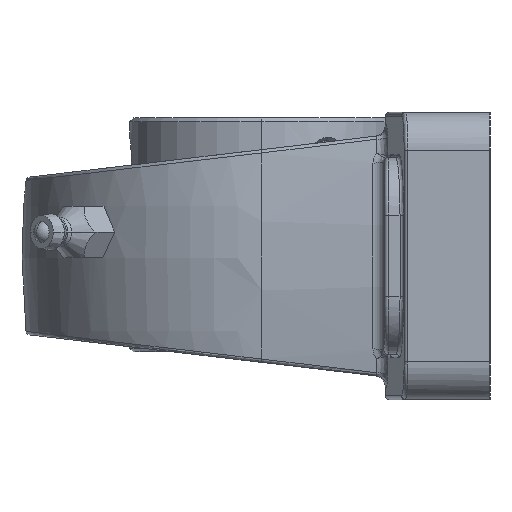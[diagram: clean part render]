
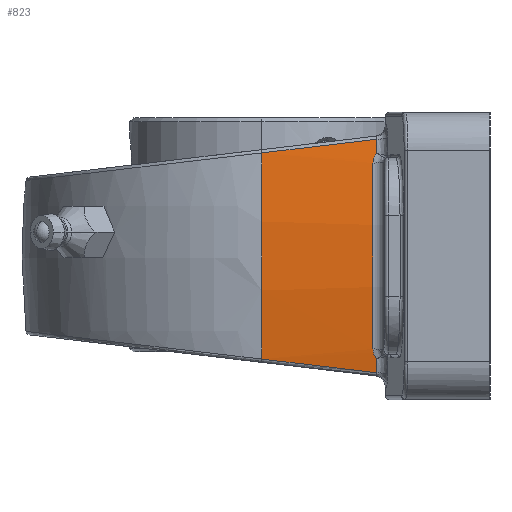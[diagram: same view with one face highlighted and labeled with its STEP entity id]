
A CAD part, left-side view. The second image highlights one B-rep face of the part: STEP entity #823.
In plain terms, the highlighted cylindrical face has radius 96.8 mm (diameter 193.6 mm), a partial arc.
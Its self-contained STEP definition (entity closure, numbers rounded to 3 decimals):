
#239 = VERTEX_POINT ( 'NONE', #1718 ) ;
#240 = VERTEX_POINT ( 'NONE', #1740 ) ;
#241 = EDGE_CURVE ( 'NONE', #239, #240, #1742, .T. ) ;
#245 = ORIENTED_EDGE ( 'NONE', *, *, #297, .T. ) ;
#246 = VERTEX_POINT ( 'NONE', #1783 ) ;
#248 = EDGE_CURVE ( 'NONE', #292, #239, #1717, .T. ) ;
#249 = ORIENTED_EDGE ( 'NONE', *, *, #248, .T. ) ;
#268 = VERTEX_POINT ( 'NONE', #1802 ) ;
#269 = EDGE_CURVE ( 'NONE', #283, #284, #1795, .T. ) ;
#273 = ORIENTED_EDGE ( 'NONE', *, *, #307, .T. ) ;
#279 = ORIENTED_EDGE ( 'NONE', *, *, #269, .T. ) ;
#280 = ORIENTED_EDGE ( 'NONE', *, *, #281, .T. ) ;
#281 = EDGE_CURVE ( 'NONE', #284, #292, #1556, .T. ) ;
#283 = VERTEX_POINT ( 'NONE', #1830 ) ;
#284 = VERTEX_POINT ( 'NONE', #1829 ) ;
#288 = EDGE_CURVE ( 'NONE', #291, #283, #1820, .T. ) ;
#291 = VERTEX_POINT ( 'NONE', #1858 ) ;
#292 = VERTEX_POINT ( 'NONE', #1857 ) ;
#293 = EDGE_CURVE ( 'NONE', #268, #291, #1823, .T. ) ;
#294 = ORIENTED_EDGE ( 'NONE', *, *, #293, .T. ) ;
#297 = EDGE_CURVE ( 'NONE', #246, #268, #1850, .T. ) ;
#307 = EDGE_CURVE ( 'NONE', #240, #246, #1870, .T. ) ;
#309 = ORIENTED_EDGE ( 'NONE', *, *, #241, .T. ) ;
#690 = EDGE_LOOP ( 'NONE', ( #13481, #279, #280, #249, #309, #273, #245, #294 ) ) ;
#823 = ADVANCED_FACE ( 'NONE', ( #3797 ), #3803, .T. ) ;
#1556 = B_SPLINE_CURVE_WITH_KNOTS ( 'NONE', 3,
 ( #1838, #1837, #1836, #1835, #1834, #1833 ),
 .UNSPECIFIED., .F., .F.,
 ( 4, 2, 4 ),
 ( 0., 0.001, 0.001 ),
 .UNSPECIFIED. ) ;
#1717 = CIRCLE ( 'NONE', #1784, 96.8 ) ;
#1718 = CARTESIAN_POINT ( 'NONE',  ( -31.014, 15.5, 12.309 ) ) ;
#1740 = CARTESIAN_POINT ( 'NONE',  ( -30.842, 15.026, 13.582 ) ) ;
#1742 = B_SPLINE_CURVE_WITH_KNOTS ( 'NONE', 3,
 ( #1780, #1779, #1778, #1777, #1776, #1775 ),
 .UNSPECIFIED., .F., .F.,
 ( 4, 2, 4 ),
 ( 0., 0.001, 0.001 ),
 .UNSPECIFIED. ) ;
#1771 = DIRECTION ( 'NONE',  ( 0., 0., 1. ) ) ;
#1772 = DIRECTION ( 'NONE',  ( 0., 1., 0. ) ) ;
#1773 = CARTESIAN_POINT ( 'NONE',  ( 65., 15.5, 0. ) ) ;
#1775 = CARTESIAN_POINT ( 'NONE',  ( -30.842, 15.026, 13.582 ) ) ;
#1776 = CARTESIAN_POINT ( 'NONE',  ( -30.868, 15.179, 13.405 ) ) ;
#1777 = CARTESIAN_POINT ( 'NONE',  ( -30.895, 15.296, 13.207 ) ) ;
#1778 = CARTESIAN_POINT ( 'NONE',  ( -30.954, 15.459, 12.77 ) ) ;
#1779 = CARTESIAN_POINT ( 'NONE',  ( -30.984, 15.5, 12.543 ) ) ;
#1780 = CARTESIAN_POINT ( 'NONE',  ( -31.014, 15.5, 12.309 ) ) ;
#1783 = CARTESIAN_POINT ( 'NONE',  ( -30.559, 15.046, 15.452 ) ) ;
#1784 = AXIS2_PLACEMENT_3D ( 'NONE', #1773, #1772, #1771 ) ;
#1791 = CARTESIAN_POINT ( 'NONE',  ( -30.842, 15.026, -13.582 ) ) ;
#1792 = CARTESIAN_POINT ( 'NONE',  ( -30.754, 15.033, -14.206 ) ) ;
#1793 = CARTESIAN_POINT ( 'NONE',  ( -30.659, 15.039, -14.83 ) ) ;
#1794 = CARTESIAN_POINT ( 'NONE',  ( -30.559, 15.046, -15.452 ) ) ;
#1795 =( BOUNDED_CURVE ( )  B_SPLINE_CURVE ( 3, ( #1794, #1793, #1792, #1791 ),
 .UNSPECIFIED., .F., .T. ) 
 B_SPLINE_CURVE_WITH_KNOTS ( ( 4, 4 ),
 ( 2.981, 3.001 ),
 .UNSPECIFIED. ) 
 CURVE ( )  GEOMETRIC_REPRESENTATION_ITEM ( )  RATIONAL_B_SPLINE_CURVE ( ( 1., 1., 1., 1. ) ) 
 REPRESENTATION_ITEM ( '' )  );
#1802 = CARTESIAN_POINT ( 'NONE',  ( -30.833, 30.2, 13.65 ) ) ;
#1815 = CARTESIAN_POINT ( 'NONE',  ( -30.559, 15.046, -15.452 ) ) ;
#1816 = CARTESIAN_POINT ( 'NONE',  ( -30.656, 20.09, -14.852 ) ) ;
#1817 = CARTESIAN_POINT ( 'NONE',  ( -30.747, 25.142, -14.251 ) ) ;
#1818 = CARTESIAN_POINT ( 'NONE',  ( -30.833, 30.2, -13.65 ) ) ;
#1819 = AXIS2_PLACEMENT_3D ( 'NONE', #1856, #1855, #1854 ) ;
#1820 =( BOUNDED_CURVE ( )  B_SPLINE_CURVE ( 3, ( #1818, #1817, #1816, #1815 ),
 .UNSPECIFIED., .F., .T. ) 
 B_SPLINE_CURVE_WITH_KNOTS ( ( 4, 4 ),
 ( 1.712, 1.731 ),
 .UNSPECIFIED. ) 
 CURVE ( )  GEOMETRIC_REPRESENTATION_ITEM ( )  RATIONAL_B_SPLINE_CURVE ( ( 1., 1., 1., 1. ) ) 
 REPRESENTATION_ITEM ( '' )  );
#1823 = CIRCLE ( 'NONE', #1819, 96.8 ) ;
#1829 = CARTESIAN_POINT ( 'NONE',  ( -30.842, 15.026, -13.582 ) ) ;
#1830 = CARTESIAN_POINT ( 'NONE',  ( -30.559, 15.046, -15.452 ) ) ;
#1833 = CARTESIAN_POINT ( 'NONE',  ( -31.014, 15.5, -12.309 ) ) ;
#1834 = CARTESIAN_POINT ( 'NONE',  ( -30.984, 15.5, -12.543 ) ) ;
#1835 = CARTESIAN_POINT ( 'NONE',  ( -30.954, 15.459, -12.77 ) ) ;
#1836 = CARTESIAN_POINT ( 'NONE',  ( -30.895, 15.296, -13.206 ) ) ;
#1837 = CARTESIAN_POINT ( 'NONE',  ( -30.868, 15.179, -13.405 ) ) ;
#1838 = CARTESIAN_POINT ( 'NONE',  ( -30.842, 15.026, -13.582 ) ) ;
#1846 = CARTESIAN_POINT ( 'NONE',  ( -30.833, 30.2, 13.65 ) ) ;
#1847 = CARTESIAN_POINT ( 'NONE',  ( -30.747, 25.142, 14.251 ) ) ;
#1848 = CARTESIAN_POINT ( 'NONE',  ( -30.656, 20.09, 14.852 ) ) ;
#1849 = CARTESIAN_POINT ( 'NONE',  ( -30.559, 15.046, 15.452 ) ) ;
#1850 =( BOUNDED_CURVE ( )  B_SPLINE_CURVE ( 3, ( #1849, #1848, #1847, #1846 ),
 .UNSPECIFIED., .F., .F. ) 
 B_SPLINE_CURVE_WITH_KNOTS ( ( 4, 4 ),
 ( 4.552, 4.571 ),
 .UNSPECIFIED. ) 
 CURVE ( )  GEOMETRIC_REPRESENTATION_ITEM ( )  RATIONAL_B_SPLINE_CURVE ( ( 1., 1., 1., 1. ) ) 
 REPRESENTATION_ITEM ( '' )  );
#1854 = DIRECTION ( 'NONE',  ( 0., 0., -1. ) ) ;
#1855 = DIRECTION ( 'NONE',  ( 0., -1., 0. ) ) ;
#1856 = CARTESIAN_POINT ( 'NONE',  ( 65., 30.2, 0. ) ) ;
#1857 = CARTESIAN_POINT ( 'NONE',  ( -31.014, 15.5, -12.309 ) ) ;
#1858 = CARTESIAN_POINT ( 'NONE',  ( -30.833, 30.2, -13.65 ) ) ;
#1865 = CARTESIAN_POINT ( 'NONE',  ( -30.559, 15.046, 15.452 ) ) ;
#1866 = CARTESIAN_POINT ( 'NONE',  ( -30.659, 15.039, 14.83 ) ) ;
#1867 = CARTESIAN_POINT ( 'NONE',  ( -30.754, 15.033, 14.206 ) ) ;
#1868 = CARTESIAN_POINT ( 'NONE',  ( -30.842, 15.026, 13.582 ) ) ;
#1870 =( BOUNDED_CURVE ( )  B_SPLINE_CURVE ( 3, ( #1868, #1867, #1866, #1865 ),
 .UNSPECIFIED., .F., .F. ) 
 B_SPLINE_CURVE_WITH_KNOTS ( ( 4, 4 ),
 ( 3.282, 3.302 ),
 .UNSPECIFIED. ) 
 CURVE ( )  GEOMETRIC_REPRESENTATION_ITEM ( )  RATIONAL_B_SPLINE_CURVE ( ( 1., 1., 1., 1. ) ) 
 REPRESENTATION_ITEM ( '' )  );
#3792 = DIRECTION ( 'NONE',  ( 0., 0., 1. ) ) ;
#3793 = DIRECTION ( 'NONE',  ( 0., 1., 0. ) ) ;
#3796 = CARTESIAN_POINT ( 'NONE',  ( 65., -24.109, 0. ) ) ;
#3797 = FACE_OUTER_BOUND ( 'NONE', #690, .T. ) ;
#3803 = CYLINDRICAL_SURFACE ( 'NONE', #3808, 96.8 ) ;
#3808 = AXIS2_PLACEMENT_3D ( 'NONE', #3796, #3793, #3792 ) ;
#13481 = ORIENTED_EDGE ( 'NONE', *, *, #288, .T. ) ;
